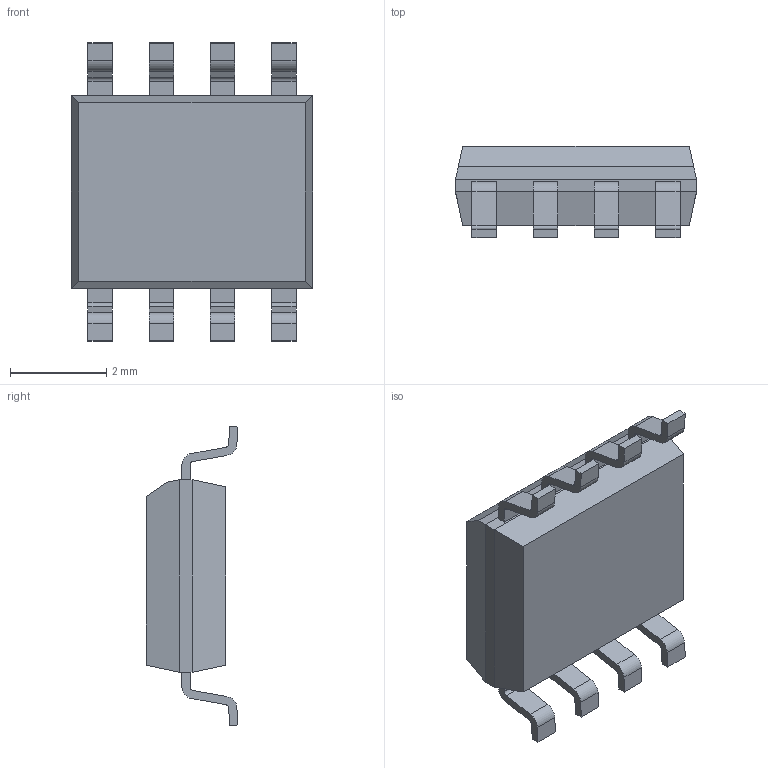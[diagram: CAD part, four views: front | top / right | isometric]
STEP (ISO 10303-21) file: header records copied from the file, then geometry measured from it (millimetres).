
FILE_DESCRIPTION((''),'2;1');
FILE_NAME('SOIC8_P1-27_L5-0_W4-0','2019-10-05T',('Dragos'),(''),'PRO/ENGINEER BY PARAMETRIC TECHNOLOGY CORPORATION, 2004440','PRO/ENGINEER BY PARAMETRIC TECHNOLOGY CORPORATION, 2004440','');
FILE_SCHEMA(('AUTOMOTIVE_DESIGN { 1 0 10303 214 1 1 1 1 }'));
Length unit declared in the file: millimetre
Products named in the file (1): SOIC8_P1-27_L5-0_W4-0
Bounding box: 5 x 1.9 x 6.2 mm (x, y, z)
Volume: 32.2 mm3; surface area: 83.7 mm2
Topology: 1 solids, 1 shells, 342 faces, 962 edges, 639 vertices
Faces by surface type: plane 308, cylinder 32, sphere 2
Entity records: 14060 total; most frequent: CARTESIAN_POINT 1941, ORIENTED_EDGE 1918, DIRECTION 1714, PRESENTATION_STYLE_ASSIGNMENT 982, STYLED_ITEM 962, CURVE_STYLE 961, EDGE_CURVE 959, VECTOR 892
